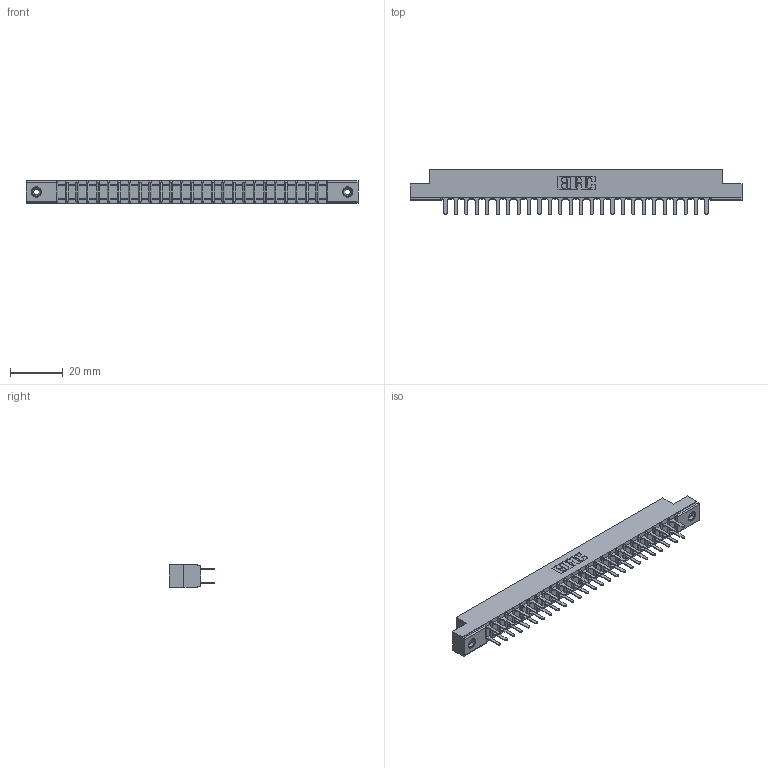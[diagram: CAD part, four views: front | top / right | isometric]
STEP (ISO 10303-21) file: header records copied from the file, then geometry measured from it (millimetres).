
FILE_DESCRIPTION (( 'STEP AP203' ), '1' );
FILE_NAME ('307-052-520-208.STEP', '2019-09-06T12:02:29', ( '' ), ( '' ), 'SwSTEP 2.0', 'SolidWorks 2016', '' );
FILE_SCHEMA (( 'CONFIG_CONTROL_DESIGN' ));
Length unit declared in the file: inch
Products named in the file (4): 307-052-520-208; 307 Part_.156 Dia Mounting Holes; 345-250-001_345-250-003-102; 307-290-001_520
Assembly tree (55 placements, depth 2):
  307-052-520-208
    307 Part_.156 Dia Mounting Holes
    307-290-001_520  x52
    345-250-001_345-250-003-102  x2
Bounding box: 126.03 x 17.42 x 8.71 mm (x, y, z)
Volume: 8275.2 mm3; surface area: 14988.9 mm2
Topology: 55 solids, 55 shells, 2597 faces, 7219 edges, 4662 vertices
Faces by surface type: plane 1714, cylinder 813, sphere 54, cone 12, torus 4
Entity records: 26247 total; most frequent: CARTESIAN_POINT 4281, ORIENTED_EDGE 4234, DIRECTION 4209, EDGE_CURVE 2117, VECTOR 1617, LINE 1617, VERTEX_POINT 1368, AXIS2_PLACEMENT_3D 1296
